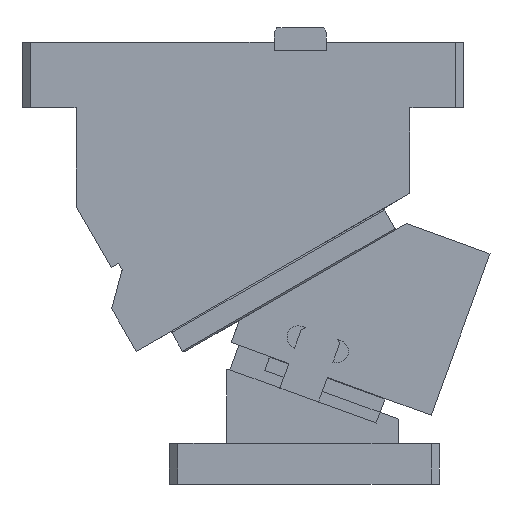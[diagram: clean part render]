
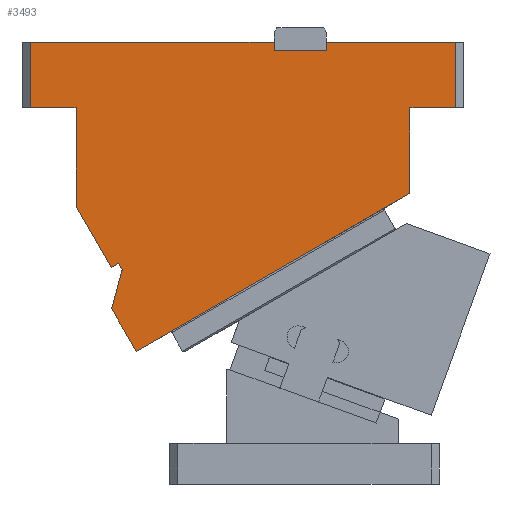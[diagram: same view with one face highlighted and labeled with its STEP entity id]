
A CAD part, front view. The second image highlights one B-rep face of the part: STEP entity #3493.
In plain terms, the highlighted planar face has unit normal (0, -1, 0).
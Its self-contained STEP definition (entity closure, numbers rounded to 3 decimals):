
#70=CARTESIAN_POINT('Vertex',(64.,0.,270.)) ;
#73=CARTESIAN_POINT('Line Origine',(64.,0.,267.5)) ;
#77=CARTESIAN_POINT('Vertex',(64.,0.,265.)) ;
#104=CARTESIAN_POINT('Line Origine',(80.,0.,265.)) ;
#108=CARTESIAN_POINT('Vertex',(96.,0.,265.)) ;
#135=CARTESIAN_POINT('Line Origine',(96.,0.,267.5)) ;
#139=CARTESIAN_POINT('Vertex',(96.,0.,270.)) ;
#556=CARTESIAN_POINT('Vertex',(-85.,0.,230.)) ;
#559=CARTESIAN_POINT('Line Origine',(-85.,0.,250.)) ;
#563=CARTESIAN_POINT('Vertex',(-85.,0.,270.)) ;
#587=CARTESIAN_POINT('Vertex',(-57.,0.,230.)) ;
#590=CARTESIAN_POINT('Line Origine',(-71.,0.,230.)) ;
#927=CARTESIAN_POINT('Line Origine',(-10.5,0.,270.)) ;
#1751=CARTESIAN_POINT('Line Origine',(-57.,0.,199.995)) ;
#1755=CARTESIAN_POINT('Vertex',(-57.,0.,169.99)) ;
#1781=CARTESIAN_POINT('Vertex',(-35.363,0.,132.514)) ;
#1795=CARTESIAN_POINT('Vertex',(-31.033,0.,135.014)) ;
#1798=CARTESIAN_POINT('Line Origine',(-33.198,0.,133.764)) ;
#1815=CARTESIAN_POINT('Line Origine',(-29.783,0.,132.849)) ;
#1819=CARTESIAN_POINT('Vertex',(-28.533,0.,130.684)) ;
#1850=CARTESIAN_POINT('Vertex',(-28.966,0.,130.434)) ;
#1857=CARTESIAN_POINT('Vertex',(-35.189,0.,107.212)) ;
#1860=CARTESIAN_POINT('Line Origine',(-32.078,0.,118.823)) ;
#1877=CARTESIAN_POINT('Line Origine',(-28.75,0.,130.559)) ;
#1990=CARTESIAN_POINT('Line Origine',(-46.182,0.,151.252)) ;
#2749=CARTESIAN_POINT('Vertex',(147.,0.,177.757)) ;
#2752=CARTESIAN_POINT('Line Origine',(63.406,0.,129.494)) ;
#2756=CARTESIAN_POINT('Vertex',(-20.189,0.,81.231)) ;
#2797=CARTESIAN_POINT('Line Origine',(147.,0.,203.879)) ;
#2801=CARTESIAN_POINT('Vertex',(147.,0.,230.)) ;
#2827=CARTESIAN_POINT('Vertex',(175.,0.,270.)) ;
#2830=CARTESIAN_POINT('Line Origine',(175.,0.,250.)) ;
#2834=CARTESIAN_POINT('Vertex',(175.,0.,230.)) ;
#3189=CARTESIAN_POINT('Line Origine',(161.,0.,230.)) ;
#3435=CARTESIAN_POINT('Line Origine',(135.5,0.,270.)) ;
#3463=CARTESIAN_POINT('Axis2P3D Location',(-26.062,0.,113.519)) ;
#3468=CARTESIAN_POINT('Line Origine',(-27.689,0.,94.221)) ;
#74=DIRECTION('Vector Direction',(0.,0.,-1.)) ;
#105=DIRECTION('Vector Direction',(1.,0.,0.)) ;
#136=DIRECTION('Vector Direction',(0.,0.,-1.)) ;
#560=DIRECTION('Vector Direction',(0.,0.,-1.)) ;
#591=DIRECTION('Vector Direction',(1.,0.,0.)) ;
#928=DIRECTION('Vector Direction',(1.,0.,0.)) ;
#1752=DIRECTION('Vector Direction',(0.,0.,-1.)) ;
#1799=DIRECTION('Vector Direction',(0.866,0.,0.5)) ;
#1816=DIRECTION('Vector Direction',(0.5,0.,-0.866)) ;
#1861=DIRECTION('Vector Direction',(-0.259,0.,-0.966)) ;
#1878=DIRECTION('Vector Direction',(-0.866,0.,-0.5)) ;
#1991=DIRECTION('Vector Direction',(0.5,0.,-0.866)) ;
#2753=DIRECTION('Vector Direction',(0.866,0.,0.5)) ;
#2798=DIRECTION('Vector Direction',(0.,0.,1.)) ;
#2831=DIRECTION('Vector Direction',(0.,0.,1.)) ;
#3190=DIRECTION('Vector Direction',(1.,0.,0.)) ;
#3436=DIRECTION('Vector Direction',(1.,0.,0.)) ;
#3464=DIRECTION('Axis2P3D Direction',(0.,-1.,0.)) ;
#3465=DIRECTION('Axis2P3D XDirection',(0.94,0.,-0.342)) ;
#3469=DIRECTION('Vector Direction',(0.5,0.,-0.866)) ;
#3466=AXIS2_PLACEMENT_3D('Plane Axis2P3D',#3463,#3464,#3465) ;
#3474=ORIENTED_EDGE('',*,*,#3439,.F.) ;
#3475=ORIENTED_EDGE('',*,*,#141,.T.) ;
#3476=ORIENTED_EDGE('',*,*,#110,.F.) ;
#3477=ORIENTED_EDGE('',*,*,#79,.F.) ;
#3478=ORIENTED_EDGE('',*,*,#931,.F.) ;
#3479=ORIENTED_EDGE('',*,*,#565,.T.) ;
#3480=ORIENTED_EDGE('',*,*,#594,.F.) ;
#3481=ORIENTED_EDGE('',*,*,#1757,.T.) ;
#3482=ORIENTED_EDGE('',*,*,#1994,.T.) ;
#3483=ORIENTED_EDGE('',*,*,#1802,.T.) ;
#3484=ORIENTED_EDGE('',*,*,#1821,.T.) ;
#3485=ORIENTED_EDGE('',*,*,#1881,.T.) ;
#3486=ORIENTED_EDGE('',*,*,#1864,.F.) ;
#3487=ORIENTED_EDGE('',*,*,#3472,.T.) ;
#3488=ORIENTED_EDGE('',*,*,#2758,.T.) ;
#3489=ORIENTED_EDGE('',*,*,#2803,.T.) ;
#3490=ORIENTED_EDGE('',*,*,#3193,.T.) ;
#3491=ORIENTED_EDGE('',*,*,#2836,.T.) ;
#75=VECTOR('Line Direction',#74,1.) ;
#106=VECTOR('Line Direction',#105,1.) ;
#137=VECTOR('Line Direction',#136,1.) ;
#561=VECTOR('Line Direction',#560,1.) ;
#592=VECTOR('Line Direction',#591,1.) ;
#929=VECTOR('Line Direction',#928,1.) ;
#1753=VECTOR('Line Direction',#1752,1.) ;
#1800=VECTOR('Line Direction',#1799,1.) ;
#1817=VECTOR('Line Direction',#1816,1.) ;
#1862=VECTOR('Line Direction',#1861,1.) ;
#1879=VECTOR('Line Direction',#1878,1.) ;
#1992=VECTOR('Line Direction',#1991,1.) ;
#2754=VECTOR('Line Direction',#2753,1.) ;
#2799=VECTOR('Line Direction',#2798,1.) ;
#2832=VECTOR('Line Direction',#2831,1.) ;
#3191=VECTOR('Line Direction',#3190,1.) ;
#3437=VECTOR('Line Direction',#3436,1.) ;
#3470=VECTOR('Line Direction',#3469,1.) ;
#3493=ADVANCED_FACE('CAM HOLDER',(#3492),#3467,.T.) ;
#79=EDGE_CURVE('',#71,#78,#76,.T.) ;
#110=EDGE_CURVE('',#78,#109,#107,.T.) ;
#141=EDGE_CURVE('',#140,#109,#138,.T.) ;
#565=EDGE_CURVE('',#564,#557,#562,.T.) ;
#594=EDGE_CURVE('',#588,#557,#593,.F.) ;
#931=EDGE_CURVE('',#564,#71,#930,.T.) ;
#1757=EDGE_CURVE('',#588,#1756,#1754,.T.) ;
#1802=EDGE_CURVE('',#1782,#1796,#1801,.T.) ;
#1821=EDGE_CURVE('',#1796,#1820,#1818,.T.) ;
#1864=EDGE_CURVE('',#1858,#1851,#1863,.F.) ;
#1881=EDGE_CURVE('',#1820,#1851,#1880,.T.) ;
#1994=EDGE_CURVE('',#1756,#1782,#1993,.T.) ;
#2758=EDGE_CURVE('',#2757,#2750,#2755,.T.) ;
#2803=EDGE_CURVE('',#2750,#2802,#2800,.T.) ;
#2836=EDGE_CURVE('',#2835,#2828,#2833,.T.) ;
#3193=EDGE_CURVE('',#2802,#2835,#3192,.T.) ;
#3439=EDGE_CURVE('',#140,#2828,#3438,.T.) ;
#3472=EDGE_CURVE('',#1858,#2757,#3471,.T.) ;
#3473=EDGE_LOOP('',(#3474,#3475,#3476,#3477,#3478,#3479,#3480,#3481,#3482,#3483,#3484,#3485,#3486,#3487,#3488,#3489,#3490,#3491)) ;
#3492=FACE_OUTER_BOUND('',#3473,.T.) ;
#76=LINE('Line',#73,#75) ;
#107=LINE('Line',#104,#106) ;
#138=LINE('Line',#135,#137) ;
#562=LINE('Line',#559,#561) ;
#593=LINE('Line',#590,#592) ;
#930=LINE('Line',#927,#929) ;
#1754=LINE('Line',#1751,#1753) ;
#1801=LINE('Line',#1798,#1800) ;
#1818=LINE('Line',#1815,#1817) ;
#1863=LINE('Line',#1860,#1862) ;
#1880=LINE('Line',#1877,#1879) ;
#1993=LINE('Line',#1990,#1992) ;
#2755=LINE('Line',#2752,#2754) ;
#2800=LINE('Line',#2797,#2799) ;
#2833=LINE('Line',#2830,#2832) ;
#3192=LINE('Line',#3189,#3191) ;
#3438=LINE('Line',#3435,#3437) ;
#3471=LINE('Line',#3468,#3470) ;
#3467=PLANE('Plane',#3466) ;
#71=VERTEX_POINT('',#70) ;
#78=VERTEX_POINT('',#77) ;
#109=VERTEX_POINT('',#108) ;
#140=VERTEX_POINT('',#139) ;
#557=VERTEX_POINT('',#556) ;
#564=VERTEX_POINT('',#563) ;
#588=VERTEX_POINT('',#587) ;
#1756=VERTEX_POINT('',#1755) ;
#1782=VERTEX_POINT('',#1781) ;
#1796=VERTEX_POINT('',#1795) ;
#1820=VERTEX_POINT('',#1819) ;
#1851=VERTEX_POINT('',#1850) ;
#1858=VERTEX_POINT('',#1857) ;
#2750=VERTEX_POINT('',#2749) ;
#2757=VERTEX_POINT('',#2756) ;
#2802=VERTEX_POINT('',#2801) ;
#2828=VERTEX_POINT('',#2827) ;
#2835=VERTEX_POINT('',#2834) ;
